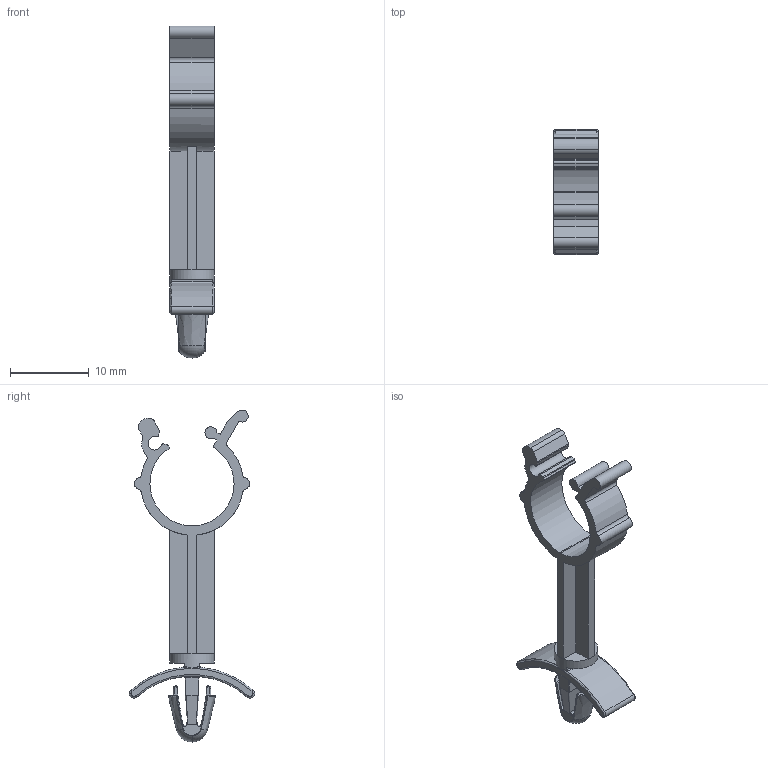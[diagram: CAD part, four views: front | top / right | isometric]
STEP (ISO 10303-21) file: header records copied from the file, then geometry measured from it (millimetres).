
FILE_DESCRIPTION(/* description */ (''),/* implementation_level */ '2;1');
FILE_NAME(/* name */ 'PANDUIT_WS75-50',/* time_stamp */ '2012-03-22T13:39:05-05:00',/* author */ (''),/* organization */ (''),/* preprocessor_version */ 'ST-DEVELOPER v9',/* originating_system */ 'UGS - NX 3.0',/* authorisation */ '');
FILE_SCHEMA (('CONFIG_CONTROL_DESIGN'));
Length unit declared in the file: inch
Products named in the file (1): bwg0765anzf
Bounding box: 5.59 x 15.87 x 42.07 mm (x, y, z)
Volume: 691.4 mm3; surface area: 1372.5 mm2
Topology: 1 solids, 1 shells, 252 faces, 639 edges, 380 vertices
Faces by surface type: cylinder 85, plane 73, bspline 54, torus 28, sphere 8, revolution 2, extrusion 2
Full cylindrical faces by diameter (mm): 5.588 x1
Entity records: 9145 total; most frequent: CARTESIAN_POINT 3324, ORIENTED_EDGE 1256, DIRECTION 1173, EDGE_CURVE 628, AXIS2_PLACEMENT_3D 469, VERTEX_POINT 380, EDGE_LOOP 254, ADVANCED_FACE 252
